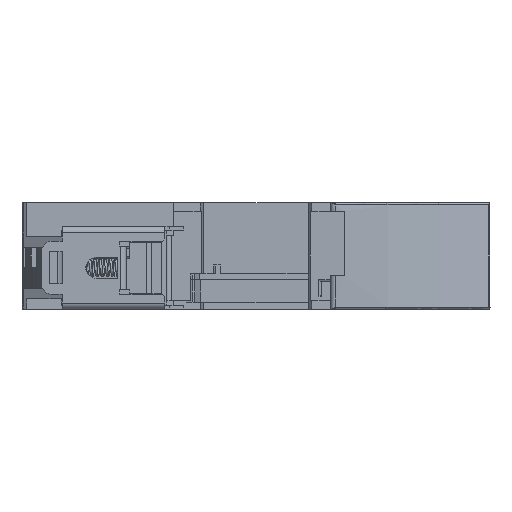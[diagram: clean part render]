
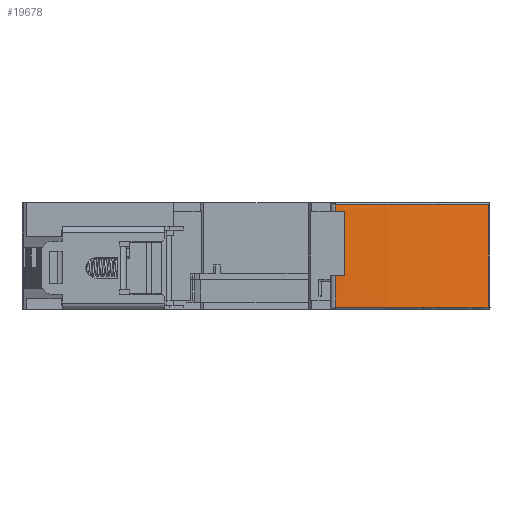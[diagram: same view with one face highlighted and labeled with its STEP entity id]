
A CAD part, front view. The second image highlights one B-rep face of the part: STEP entity #19678.
In plain terms, the highlighted cylindrical face has radius 80 mm (diameter 160 mm), a partial arc.
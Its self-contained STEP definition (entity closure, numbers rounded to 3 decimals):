
#453=CARTESIAN_POINT('',(13.5,75.75,7.1));
#454=DIRECTION('',(0.,0.,1.));
#455=DIRECTION('',(0.041,-0.999,0.));
#456=AXIS2_PLACEMENT_3D('',#453,#454,#455);
#467=DIRECTION('',(0.,0.,-1.));
#468=VECTOR('',#467,21.6);
#469=CARTESIAN_POINT('',(49.223,4.169,22.1));
#470=LINE('',#469,#468);
#471=DIRECTION('',(0.,0.,-1.));
#472=VECTOR('',#471,6.6);
#473=CARTESIAN_POINT('',(16.741,-4.184,7.1));
#474=LINE('',#473,#472);
#475=DIRECTION('',(0.,0.,-1.));
#476=VECTOR('',#475,13.6);
#477=CARTESIAN_POINT('',(18.7,-4.081,20.7));
#478=LINE('',#477,#476);
#497=CARTESIAN_POINT('',(49.223,4.169,22.1));
#4778=CARTESIAN_POINT('',(13.5,75.75,0.5));
#4779=DIRECTION('',(0.,0.,-1.));
#4780=DIRECTION('',(0.447,-0.895,0.));
#4781=AXIS2_PLACEMENT_3D('',#4778,#4779,#4780);
#6874=CARTESIAN_POINT('',(13.5,75.75,22.1));
#6875=DIRECTION('',(0.,0.,1.));
#6876=DIRECTION('',(0.041,-0.999,0.));
#6877=AXIS2_PLACEMENT_3D('',#6874,#6875,#6876);
#6895=DIRECTION('',(0.,0.,1.));
#6896=VECTOR('',#6895,1.4);
#6897=CARTESIAN_POINT('',(16.741,-4.184,20.7));
#6898=LINE('',#6897,#6896);
#6916=CARTESIAN_POINT('',(13.5,75.75,20.7));
#6917=DIRECTION('',(0.,0.,-1.));
#6918=DIRECTION('',(0.065,-0.998,0.));
#6919=AXIS2_PLACEMENT_3D('',#6916,#6917,#6918);
#16033=VERTEX_POINT('',#497);
#16034=CARTESIAN_POINT('',(16.741,-4.184,
22.1));
#16035=VERTEX_POINT('',#16034);
#16247=CARTESIAN_POINT('',(16.741,-4.184,
20.7));
#16248=VERTEX_POINT('',#16247);
#16249=CARTESIAN_POINT('',(18.7,-4.081,
20.7));
#16250=VERTEX_POINT('',#16249);
#17600=CARTESIAN_POINT('',(16.741,-4.184,
7.1));
#17601=VERTEX_POINT('',#17600);
#17602=CARTESIAN_POINT('',(16.741,-4.184,
0.5));
#17603=VERTEX_POINT('',#17602);
#18293=CARTESIAN_POINT('',(49.223,4.169,
0.5));
#18294=VERTEX_POINT('',#18293);
#18688=CARTESIAN_POINT('',(18.7,-4.081,
7.1));
#18689=VERTEX_POINT('',#18688);
#19657=CARTESIAN_POINT('',(13.5,75.75,12.1));
#19658=DIRECTION('',(0.,0.,-1.));
#19659=DIRECTION('',(-1.,0.,0.));
#19660=AXIS2_PLACEMENT_3D('',#19657,#19658,#19659);
#19661=CYLINDRICAL_SURFACE('',#19660,80.);
#19663=ORIENTED_EDGE('',*,*,#19662,.T.);
#19665=ORIENTED_EDGE('',*,*,#19664,.T.);
#19667=ORIENTED_EDGE('',*,*,#19666,.F.);
#19668=ORIENTED_EDGE('',*,*,#19640,.T.);
#19669=ORIENTED_EDGE('',*,*,#19622,.F.);
#19671=ORIENTED_EDGE('',*,*,#19670,.T.);
#19673=ORIENTED_EDGE('',*,*,#19672,.T.);
#19675=ORIENTED_EDGE('',*,*,#19674,.T.);
#19676=EDGE_LOOP('',(#19663,#19665,#19667,#19668,#19669,#19671,#19673,#19675));
#19677=FACE_OUTER_BOUND('',#19676,.F.);
#19678=ADVANCED_FACE('',(#19677),#19661,.T.);
#457=CIRCLE('',#456,80.);
#4782=CIRCLE('',#4781,80.);
#6878=CIRCLE('',#6877,80.);
#6920=CIRCLE('',#6919,80.);
#19622=EDGE_CURVE('',#16250,#18689,#478,.T.);
#19640=EDGE_CURVE('',#17601,#18689,#457,.T.);
#19662=EDGE_CURVE('',#16033,#18294,#470,.T.);
#19664=EDGE_CURVE('',#18294,#17603,#4782,.T.);
#19666=EDGE_CURVE('',#17601,#17603,#474,.T.);
#19670=EDGE_CURVE('',#16250,#16248,#6920,.T.);
#19672=EDGE_CURVE('',#16248,#16035,#6898,.T.);
#19674=EDGE_CURVE('',#16035,#16033,#6878,.T.);
